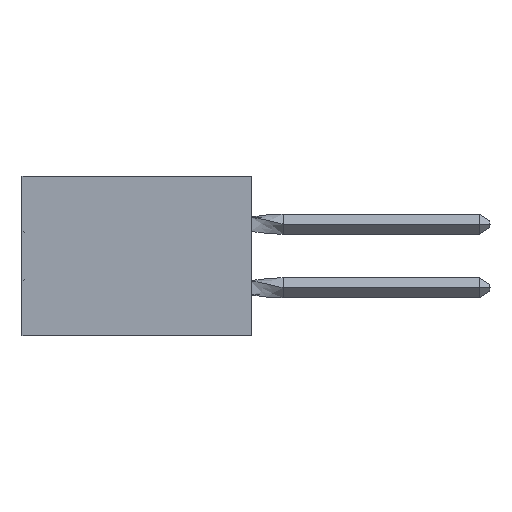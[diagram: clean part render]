
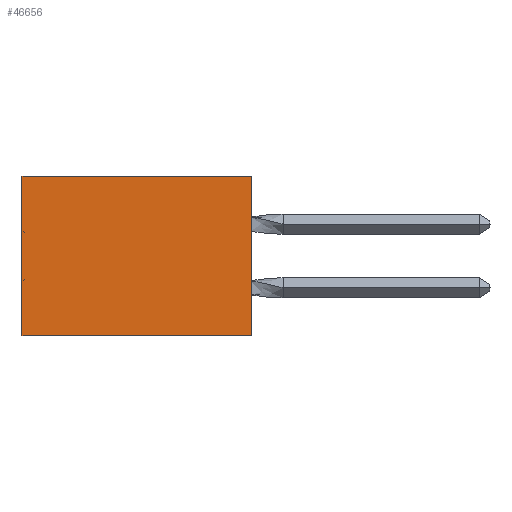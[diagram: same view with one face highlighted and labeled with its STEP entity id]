
A CAD part, left-side view. The second image highlights one B-rep face of the part: STEP entity #46656.
In plain terms, the highlighted planar face has unit normal (-1, 0, 0).
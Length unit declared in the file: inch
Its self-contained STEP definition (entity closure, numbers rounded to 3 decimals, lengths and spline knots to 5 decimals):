
#432 = VERTEX_POINT ( 'NONE', #20171 ) ;
#2422 = ORIENTED_EDGE ( 'NONE', *, *, #7486, .T. ) ;
#2688 = VECTOR ( 'NONE', #57318, 39.37008 ) ;
#4537 = LINE ( 'NONE', #52964, #38879 ) ;
#4934 = EDGE_LOOP ( 'NONE', ( #6107, #46626, #6523, #2422 ) ) ;
#5525 = VERTEX_POINT ( 'NONE', #44916 ) ;
#5632 = CARTESIAN_POINT ( 'NONE',  ( 0.305, 0., -0.5 ) ) ;
#5658 = LINE ( 'NONE', #24338, #20999 ) ;
#6107 = ORIENTED_EDGE ( 'NONE', *, *, #15530, .T. ) ;
#6523 = ORIENTED_EDGE ( 'NONE', *, *, #12192, .F. ) ;
#7486 = EDGE_CURVE ( 'NONE', #38760, #5525, #5658, .T. ) ;
#8146 = DIRECTION ( 'NONE',  ( 0., 0., -1. ) ) ;
#12192 = EDGE_CURVE ( 'NONE', #38760, #25528, #4537, .T. ) ;
#12358 = EDGE_CURVE ( 'NONE', #25528, #432, #22663, .T. ) ;
#15530 = EDGE_CURVE ( 'NONE', #5525, #432, #41299, .T. ) ;
#15832 = PLANE ( 'NONE',  #18330 ) ;
#16865 = CARTESIAN_POINT ( 'NONE',  ( 0.305, 0.72, -0.5 ) ) ;
#18330 = AXIS2_PLACEMENT_3D ( 'NONE', #25372, #29514, #29122 ) ;
#20171 = CARTESIAN_POINT ( 'NONE',  ( 0.305, 0.72, -0.5 ) ) ;
#20999 = VECTOR ( 'NONE', #32821, 39.37008 ) ;
#22663 = LINE ( 'NONE', #50015, #41643 ) ;
#24338 = CARTESIAN_POINT ( 'NONE',  ( 0.305, 0., 0. ) ) ;
#25372 = CARTESIAN_POINT ( 'NONE',  ( 0.305, 0., -0.5 ) ) ;
#25464 = FACE_OUTER_BOUND ( 'NONE', #4934, .T. ) ;
#25528 = VERTEX_POINT ( 'NONE', #5632 ) ;
#29122 = DIRECTION ( 'NONE',  ( 0., 0., -1. ) ) ;
#29514 = DIRECTION ( 'NONE',  ( 1., 0., 0. ) ) ;
#32821 = DIRECTION ( 'NONE',  ( 0., 1., 0. ) ) ;
#36141 = DIRECTION ( 'NONE',  ( 0., 1., 0. ) ) ;
#38760 = VERTEX_POINT ( 'NONE', #57979 ) ;
#38879 = VECTOR ( 'NONE', #8146, 39.37008 ) ;
#41299 = LINE ( 'NONE', #16865, #2688 ) ;
#41643 = VECTOR ( 'NONE', #36141, 39.37008 ) ;
#44916 = CARTESIAN_POINT ( 'NONE',  ( 0.305, 0.72, 0. ) ) ;
#46626 = ORIENTED_EDGE ( 'NONE', *, *, #12358, .F. ) ;
#46656 = ADVANCED_FACE ( 'NONE', ( #25464 ), #15832, .F. ) ;
#50015 = CARTESIAN_POINT ( 'NONE',  ( 0.305, 0., -0.5 ) ) ;
#52964 = CARTESIAN_POINT ( 'NONE',  ( 0.305, 0., -0.5 ) ) ;
#57318 = DIRECTION ( 'NONE',  ( 0., 0., -1. ) ) ;
#57979 = CARTESIAN_POINT ( 'NONE',  ( 0.305, 0., 0. ) ) ;
